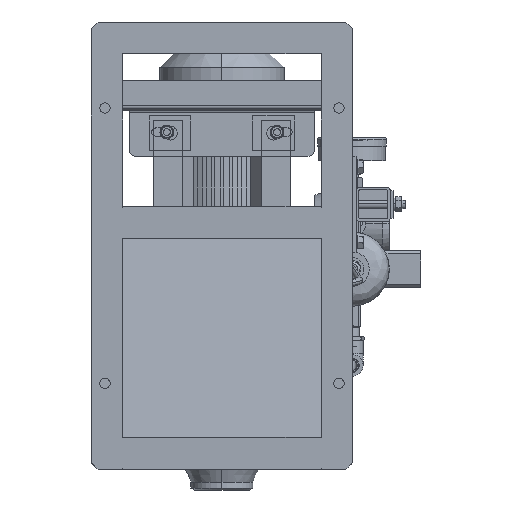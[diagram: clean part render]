
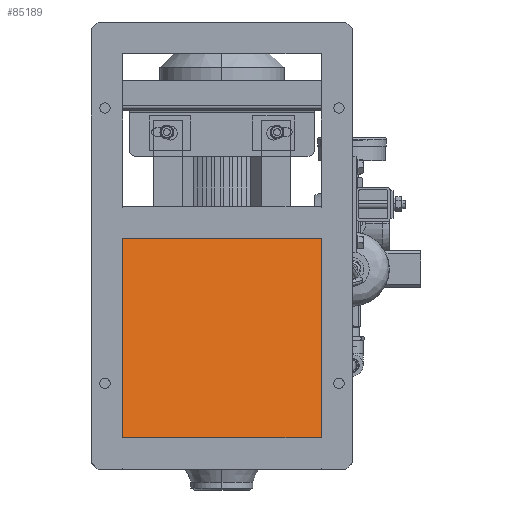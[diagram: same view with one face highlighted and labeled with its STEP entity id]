
A CAD part, front view. The second image highlights one B-rep face of the part: STEP entity #85189.
In plain terms, the highlighted planar face has unit normal (0, -0.985, 0.17).
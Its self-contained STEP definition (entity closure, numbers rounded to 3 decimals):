
#426 = VECTOR ( 'NONE', #102992, 1000. ) ;
#1379 = CARTESIAN_POINT ( 'NONE',  ( -144., -202.985, 211. ) ) ;
#1775 = VECTOR ( 'NONE', #26162, 1000. ) ;
#3895 = EDGE_CURVE ( 'NONE', #97381, #70925, #83853, .T. ) ;
#4330 = LINE ( 'NONE', #67621, #1775 ) ;
#5595 = EDGE_CURVE ( 'NONE', #97381, #64551, #5603, .T. ) ;
#5603 = LINE ( 'NONE', #20206, #86139 ) ;
#8465 = ORIENTED_EDGE ( 'NONE', *, *, #57946, .T. ) ;
#14473 = DIRECTION ( 'NONE',  ( -1., 0., 0. ) ) ;
#20206 = CARTESIAN_POINT ( 'NONE',  ( 144., -202.985, 211. ) ) ;
#20897 = CARTESIAN_POINT ( 'NONE',  ( 144., -252.985, -78.657 ) ) ;
#20945 = CARTESIAN_POINT ( 'NONE',  ( -144., -252.985, -78.657 ) ) ;
#24719 = ORIENTED_EDGE ( 'NONE', *, *, #49929, .F. ) ;
#26162 = DIRECTION ( 'NONE',  ( -1., 0., 0. ) ) ;
#35020 = CARTESIAN_POINT ( 'NONE',  ( 144., -252.985, -78.657 ) ) ;
#42088 = ORIENTED_EDGE ( 'NONE', *, *, #3895, .F. ) ;
#42947 = VECTOR ( 'NONE', #56262, 1000. ) ;
#45908 = CARTESIAN_POINT ( 'NONE',  ( 144., -252.985, -78.657 ) ) ;
#49929 = EDGE_CURVE ( 'NONE', #70925, #52574, #4330, .T. ) ;
#52574 = VERTEX_POINT ( 'NONE', #20945 ) ;
#56262 = DIRECTION ( 'NONE',  ( 0., -0.17, -0.985 ) ) ;
#57946 = EDGE_CURVE ( 'NONE', #64551, #52574, #87304, .T. ) ;
#64551 = VERTEX_POINT ( 'NONE', #1379 ) ;
#64646 = FACE_OUTER_BOUND ( 'NONE', #78894, .T. ) ;
#67621 = CARTESIAN_POINT ( 'NONE',  ( 144., -252.985, -78.657 ) ) ;
#69533 = PLANE ( 'NONE',  #89008 ) ;
#69832 = ORIENTED_EDGE ( 'NONE', *, *, #5595, .T. ) ;
#70925 = VERTEX_POINT ( 'NONE', #35020 ) ;
#77669 = DIRECTION ( 'NONE',  ( 0., 0.17, 0.985 ) ) ;
#78894 = EDGE_LOOP ( 'NONE', ( #69832, #8465, #24719, #42088 ) ) ;
#83853 = LINE ( 'NONE', #45908, #42947 ) ;
#85189 = ADVANCED_FACE ( 'NONE', ( #64646 ), #69533, .F. ) ;
#86139 = VECTOR ( 'NONE', #14473, 1000. ) ;
#86922 = CARTESIAN_POINT ( 'NONE',  ( -144., -252.985, -78.657 ) ) ;
#87304 = LINE ( 'NONE', #86922, #426 ) ;
#89008 = AXIS2_PLACEMENT_3D ( 'NONE', #20897, #101976, #77669 ) ;
#96889 = CARTESIAN_POINT ( 'NONE',  ( 144., -202.985, 211. ) ) ;
#97381 = VERTEX_POINT ( 'NONE', #96889 ) ;
#101976 = DIRECTION ( 'NONE',  ( 0., 0.985, -0.17 ) ) ;
#102992 = DIRECTION ( 'NONE',  ( 0., -0.17, -0.985 ) ) ;
